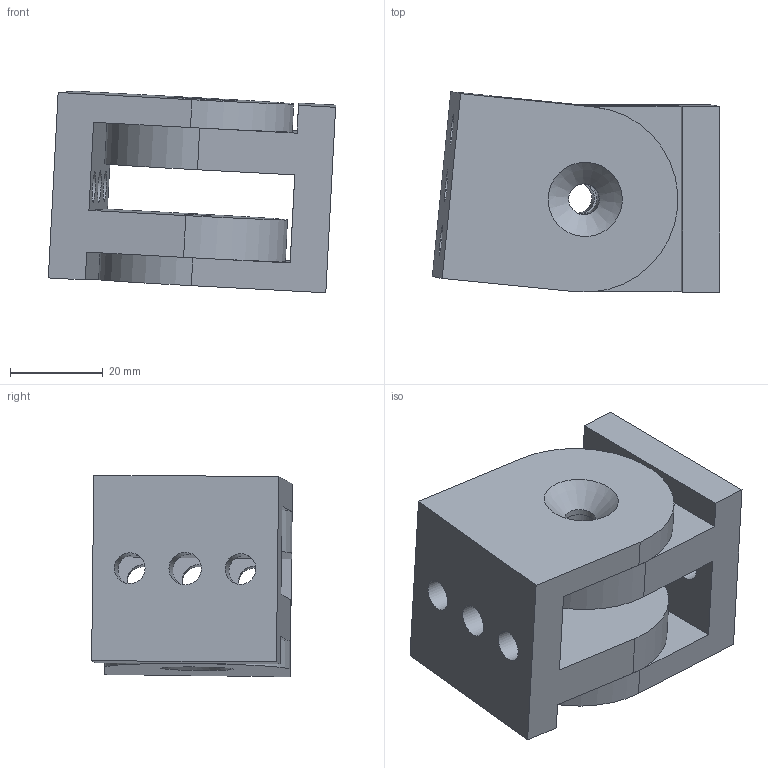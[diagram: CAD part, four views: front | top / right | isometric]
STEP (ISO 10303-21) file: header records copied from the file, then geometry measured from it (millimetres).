
FILE_DESCRIPTION(/* description */ (''),/* implementation_level */ '2;1');
FILE_NAME(/* name */ 'ST0840.stp',/* time_stamp */ '2025-04-01T15:13:10+08:00',/* author */ ('1091212-1'),/* organization */ (''),/* preprocessor_version */ 'ST-DEVELOPER v15.6',/* originating_system */ 'Autodesk Inventor 2015',/* authorisation */ '');
FILE_SCHEMA (('AUTOMOTIVE_DESIGN { 1 0 10303 214 3 1 1 }'));
Length unit declared in the file: millimetre
Products named in the file (2): ST0840
Bounding box: 61.88 x 43.24 x 43.4 mm (x, y, z)
Volume: 66211.5 mm3; surface area: 23531.4 mm2
Topology: 2 solids, 2 shells, 36 faces, 102 edges, 70 vertices
Faces by surface type: plane 20, cylinder 14, cone 2
Full cylindrical faces by diameter (mm): 6.647 x8, 7 x2
Entity records: 600 total; most frequent: DIRECTION 100, CARTESIAN_POINT 94, ORIENTED_EDGE 82, EDGE_CURVE 41, AXIS2_PLACEMENT_3D 37, EDGE_LOOP 34, VERTEX_POINT 31, LINE 26
